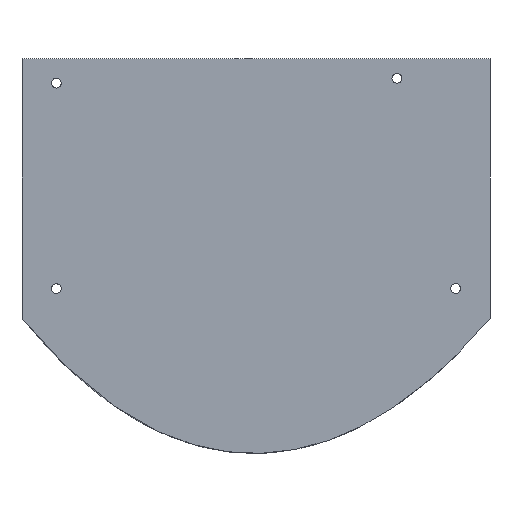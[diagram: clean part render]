
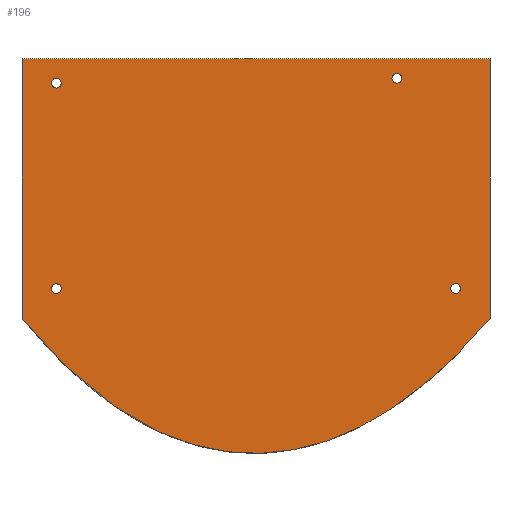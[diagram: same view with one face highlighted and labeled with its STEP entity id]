
A CAD part, front view. The second image highlights one B-rep face of the part: STEP entity #196.
In plain terms, the highlighted planar face has unit normal (0, -1, 0).
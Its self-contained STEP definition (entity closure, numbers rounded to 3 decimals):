
#19=FACE_BOUND('',#55,.T.);
#20=FACE_BOUND('',#56,.T.);
#21=FACE_BOUND('',#57,.T.);
#22=FACE_BOUND('',#58,.T.);
#23=(
BOUNDED_CURVE()
B_SPLINE_CURVE(5,(#349,#350,#351,#352,#353,#354,#355,#356,#357,#358,#359,
#360,#361,#362,#363),.UNSPECIFIED.,.F.,.F.)
B_SPLINE_CURVE_WITH_KNOTS((6,1,1,1,1,1,1,1,1,1,6),(0.,0.1,0.2,0.3,0.4,0.5,
0.6,0.7,0.8,0.9,1.),.UNSPECIFIED.)
CURVE()
GEOMETRIC_REPRESENTATION_ITEM()
RATIONAL_B_SPLINE_CURVE((1.,1.,1.,1.,1.,1.,1.,1.,1.,1.,1.,1.,1.,1.,1.))
REPRESENTATION_ITEM('')
);
#30=PLANE('',#227);
#40=FACE_OUTER_BOUND('',#54,.T.);
#54=EDGE_LOOP('',(#175,#176,#177,#178));
#55=EDGE_LOOP('',(#179));
#56=EDGE_LOOP('',(#180));
#57=EDGE_LOOP('',(#181));
#58=EDGE_LOOP('',(#182));
#63=LINE('',#306,#77);
#67=LINE('',#314,#81);
#71=LINE('',#382,#85);
#77=VECTOR('',#260,10.);
#81=VECTOR('',#266,10.);
#85=VECTOR('',#272,10.);
#88=CIRCLE('',#213,2.);
#90=CIRCLE('',#216,2.);
#92=CIRCLE('',#219,2.);
#94=CIRCLE('',#222,2.);
#96=VERTEX_POINT('',#282);
#98=VERTEX_POINT('',#288);
#100=VERTEX_POINT('',#294);
#102=VERTEX_POINT('',#300);
#103=VERTEX_POINT('',#304);
#104=VERTEX_POINT('',#305);
#107=VERTEX_POINT('',#313);
#109=VERTEX_POINT('',#348);
#113=EDGE_CURVE('',#96,#96,#88,.T.);
#116=EDGE_CURVE('',#98,#98,#90,.T.);
#119=EDGE_CURVE('',#100,#100,#92,.T.);
#122=EDGE_CURVE('',#102,#102,#94,.T.);
#123=EDGE_CURVE('',#103,#104,#63,.T.);
#127=EDGE_CURVE('',#107,#104,#67,.T.);
#130=EDGE_CURVE('',#107,#109,#23,.T.);
#133=EDGE_CURVE('',#109,#103,#71,.T.);
#175=ORIENTED_EDGE('',*,*,#133,.T.);
#176=ORIENTED_EDGE('',*,*,#123,.T.);
#177=ORIENTED_EDGE('',*,*,#127,.F.);
#178=ORIENTED_EDGE('',*,*,#130,.T.);
#179=ORIENTED_EDGE('',*,*,#122,.F.);
#180=ORIENTED_EDGE('',*,*,#119,.F.);
#181=ORIENTED_EDGE('',*,*,#116,.F.);
#182=ORIENTED_EDGE('',*,*,#113,.F.);
#196=ADVANCED_FACE('',(#40,#19,#20,#21,#22),#30,.F.);
#213=AXIS2_PLACEMENT_3D('',#284,#235,#236);
#216=AXIS2_PLACEMENT_3D('',#290,#242,#243);
#219=AXIS2_PLACEMENT_3D('',#296,#249,#250);
#222=AXIS2_PLACEMENT_3D('',#302,#256,#257);
#227=AXIS2_PLACEMENT_3D('',#385,#276,#277);
#235=DIRECTION('center_axis',(0.,-1.,0.));
#236=DIRECTION('ref_axis',(1.,0.,0.));
#242=DIRECTION('center_axis',(0.,-1.,0.));
#243=DIRECTION('ref_axis',(1.,0.,0.));
#249=DIRECTION('center_axis',(0.,-1.,0.));
#250=DIRECTION('ref_axis',(1.,0.,0.));
#256=DIRECTION('center_axis',(0.,-1.,0.));
#257=DIRECTION('ref_axis',(1.,0.,0.));
#260=DIRECTION('',(-1.,0.,0.));
#266=DIRECTION('',(0.,0.,1.));
#272=DIRECTION('',(0.,0.,1.));
#276=DIRECTION('center_axis',(0.,1.,0.));
#277=DIRECTION('ref_axis',(1.,0.,0.));
#282=CARTESIAN_POINT('',(-182.672,-110.,107.118));
#284=CARTESIAN_POINT('Origin',(-180.672,-110.,107.118));
#288=CARTESIAN_POINT('',(-182.672,-110.,23.266));
#290=CARTESIAN_POINT('Origin',(-180.672,-110.,23.266));
#294=CARTESIAN_POINT('',(-43.672,-110.,109.118));
#296=CARTESIAN_POINT('Origin',(-41.672,-110.,109.118));
#300=CARTESIAN_POINT('',(-19.672,-110.,23.319));
#302=CARTESIAN_POINT('Origin',(-17.672,-110.,23.319));
#304=CARTESIAN_POINT('',(-3.672,-110.,117.118));
#305=CARTESIAN_POINT('',(-194.672,-110.,117.118));
#306=CARTESIAN_POINT('',(-3.672,-110.,117.118));
#313=CARTESIAN_POINT('',(-194.672,-110.,11.118));
#314=CARTESIAN_POINT('',(-194.672,-110.,11.118));
#348=CARTESIAN_POINT('',(-3.672,-110.,11.118));
#349=CARTESIAN_POINT('Ctrl Pts',(-194.672,-110.,11.118));
#350=CARTESIAN_POINT('Ctrl Pts',(-191.253,-110.,6.918));
#351=CARTESIAN_POINT('Ctrl Pts',(-184.334,-110.,-1.111));
#352=CARTESIAN_POINT('Ctrl Pts',(-173.718,-110.,-12.048));
#353=CARTESIAN_POINT('Ctrl Pts',(-159.081,-110.,-24.38));
#354=CARTESIAN_POINT('Ctrl Pts',(-139.965,-110.,-35.792));
#355=CARTESIAN_POINT('Ctrl Pts',(-120.106,-110.,-42.85));
#356=CARTESIAN_POINT('Ctrl Pts',(-99.681,-110.,-45.212));
#357=CARTESIAN_POINT('Ctrl Pts',(-79.219,-110.,-42.712));
#358=CARTESIAN_POINT('Ctrl Pts',(-59.237,-110.,-35.569));
#359=CARTESIAN_POINT('Ctrl Pts',(-39.917,-110.,-24.145));
#360=CARTESIAN_POINT('Ctrl Pts',(-25.055,-110.,-11.867));
#361=CARTESIAN_POINT('Ctrl Pts',(-14.237,-110.,-1.007));
#362=CARTESIAN_POINT('Ctrl Pts',(-7.17,-110.,6.956));
#363=CARTESIAN_POINT('Ctrl Pts',(-3.672,-110.,11.118));
#382=CARTESIAN_POINT('',(-3.672,-110.,52.118));
#385=CARTESIAN_POINT('Origin',(-99.172,-110.,35.953));
